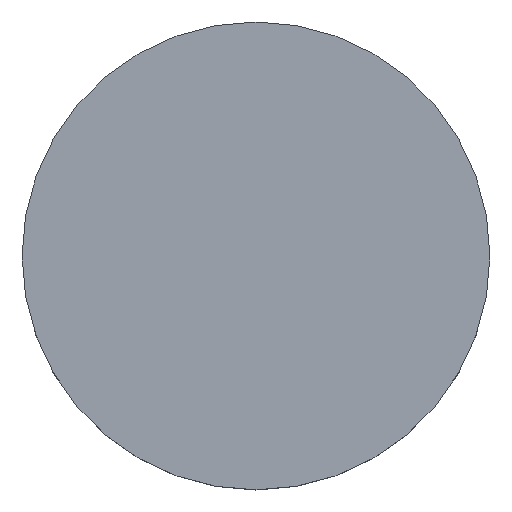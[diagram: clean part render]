
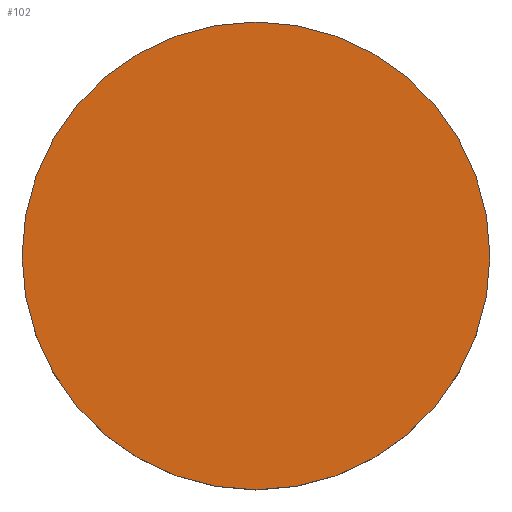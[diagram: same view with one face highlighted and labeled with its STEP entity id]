
A CAD part, top view. The second image highlights one B-rep face of the part: STEP entity #102.
In plain terms, the highlighted planar face has unit normal (0, 0, 1).
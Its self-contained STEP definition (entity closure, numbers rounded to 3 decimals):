
#1 = CARTESIAN_POINT ( 'NONE',  ( 0., 0., 0. ) ) ;
#2 = DIRECTION ( 'NONE',  ( 1., 0., 0. ) ) ;
#5 = AXIS2_PLACEMENT_3D ( 'NONE', #33, #145, #2 ) ;
#6 = CARTESIAN_POINT ( 'NONE',  ( -150., 0., 0. ) ) ;
#14 = EDGE_CURVE ( 'NONE', #160, #134, #61, .T. ) ;
#19 = ORIENTED_EDGE ( 'NONE', *, *, #14, .T. ) ;
#21 = PLANE ( 'NONE',  #93 ) ;
#33 = CARTESIAN_POINT ( 'NONE',  ( 0., 0., 0. ) ) ;
#38 = AXIS2_PLACEMENT_3D ( 'NONE', #1, #57, #44 ) ;
#43 = CARTESIAN_POINT ( 'NONE',  ( 0., 0., 0. ) ) ;
#44 = DIRECTION ( 'NONE',  ( 1., 0., 0. ) ) ;
#45 = DIRECTION ( 'NONE',  ( 1., 0., 0. ) ) ;
#57 = DIRECTION ( 'NONE',  ( 0., 0., 1. ) ) ;
#61 = CIRCLE ( 'NONE', #38, 150. ) ;
#69 = EDGE_CURVE ( 'NONE', #134, #160, #142, .T. ) ;
#74 = FACE_OUTER_BOUND ( 'NONE', #175, .T. ) ;
#87 = ORIENTED_EDGE ( 'NONE', *, *, #69, .T. ) ;
#93 = AXIS2_PLACEMENT_3D ( 'NONE', #43, #125, #45 ) ;
#102 = ADVANCED_FACE ( 'NONE', ( #74 ), #21, .T. ) ;
#125 = DIRECTION ( 'NONE',  ( 0., 0., 1. ) ) ;
#134 = VERTEX_POINT ( 'NONE', #6 ) ;
#142 = CIRCLE ( 'NONE', #5, 150. ) ;
#145 = DIRECTION ( 'NONE',  ( 0., 0., 1. ) ) ;
#160 = VERTEX_POINT ( 'NONE', #168 ) ;
#168 = CARTESIAN_POINT ( 'NONE',  ( 150., 0., 0. ) ) ;
#175 = EDGE_LOOP ( 'NONE', ( #19, #87 ) ) ;
